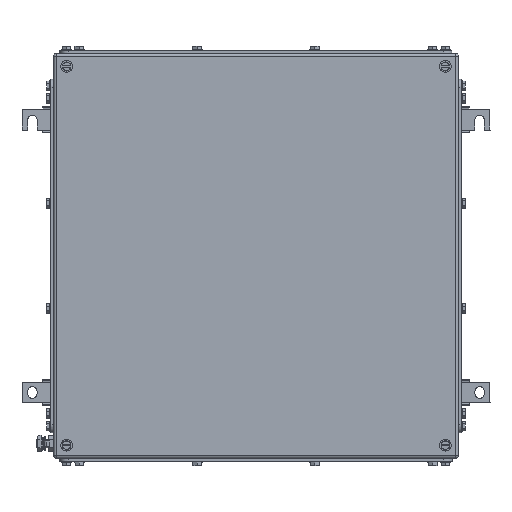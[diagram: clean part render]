
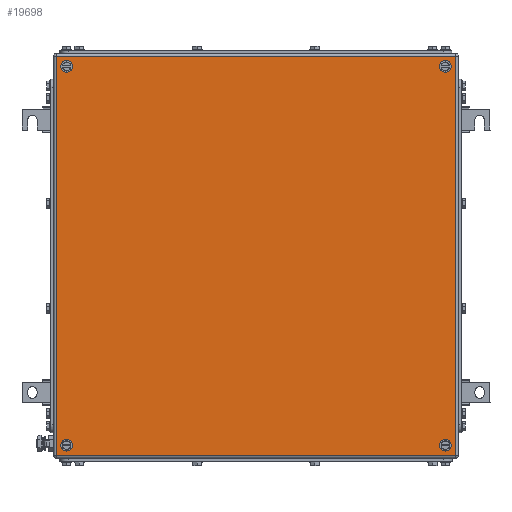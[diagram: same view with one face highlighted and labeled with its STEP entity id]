
A CAD part, top view. The second image highlights one B-rep face of the part: STEP entity #19698.
In plain terms, the highlighted planar face has unit normal (0, 0, 1).
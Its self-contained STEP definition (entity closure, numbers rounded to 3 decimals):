
#19572=AXIS2_PLACEMENT_3D('Circle Axis2P3D',#19570,#19571,$) ;
#19599=AXIS2_PLACEMENT_3D('Plane Axis2P3D',#19596,#19597,#19598) ;
#19637=AXIS2_PLACEMENT_3D('Circle Axis2P3D',#19635,#19636,$) ;
#19646=AXIS2_PLACEMENT_3D('Circle Axis2P3D',#19644,#19645,$) ;
#19655=AXIS2_PLACEMENT_3D('Circle Axis2P3D',#19653,#19654,$) ;
#19664=AXIS2_PLACEMENT_3D('Circle Axis2P3D',#19662,#19663,$) ;
#19673=AXIS2_PLACEMENT_3D('Circle Axis2P3D',#19671,#19672,$) ;
#19682=AXIS2_PLACEMENT_3D('Circle Axis2P3D',#19680,#19681,$) ;
#19691=AXIS2_PLACEMENT_3D('Circle Axis2P3D',#19689,#19690,$) ;
#19567=CARTESIAN_POINT('Vertex',(56.5,478.5,203.5)) ;
#19570=CARTESIAN_POINT('Axis2P3D Location',(53.,478.5,203.5)) ;
#19574=CARTESIAN_POINT('Vertex',(49.5,478.5,203.5)) ;
#19596=CARTESIAN_POINT('Axis2P3D Location',(280.5,251.,203.5)) ;
#19601=CARTESIAN_POINT('Line Origine',(280.5,490.5,203.5)) ;
#19605=CARTESIAN_POINT('Vertex',(520.,490.5,203.5)) ;
#19607=CARTESIAN_POINT('Vertex',(41.,490.5,203.5)) ;
#19610=CARTESIAN_POINT('Line Origine',(41.,251.,203.5)) ;
#19614=CARTESIAN_POINT('Vertex',(41.,11.5,203.5)) ;
#19617=CARTESIAN_POINT('Line Origine',(280.5,11.5,203.5)) ;
#19621=CARTESIAN_POINT('Vertex',(520.,11.5,203.5)) ;
#19624=CARTESIAN_POINT('Line Origine',(520.,251.,203.5)) ;
#19635=CARTESIAN_POINT('Axis2P3D Location',(53.,478.5,203.5)) ;
#19644=CARTESIAN_POINT('Axis2P3D Location',(53.,23.5,203.5)) ;
#19648=CARTESIAN_POINT('Vertex',(49.5,23.5,203.5)) ;
#19650=CARTESIAN_POINT('Vertex',(56.5,23.5,203.5)) ;
#19653=CARTESIAN_POINT('Axis2P3D Location',(53.,23.5,203.5)) ;
#19662=CARTESIAN_POINT('Axis2P3D Location',(508.,23.5,203.5)) ;
#19666=CARTESIAN_POINT('Vertex',(511.5,23.5,203.5)) ;
#19668=CARTESIAN_POINT('Vertex',(504.5,23.5,203.5)) ;
#19671=CARTESIAN_POINT('Axis2P3D Location',(508.,23.5,203.5)) ;
#19680=CARTESIAN_POINT('Axis2P3D Location',(508.,478.5,203.5)) ;
#19684=CARTESIAN_POINT('Vertex',(511.5,478.5,203.5)) ;
#19686=CARTESIAN_POINT('Vertex',(504.5,478.5,203.5)) ;
#19689=CARTESIAN_POINT('Axis2P3D Location',(508.,478.5,203.5)) ;
#19571=DIRECTION('Axis2P3D Direction',(0.,0.,1.)) ;
#19597=DIRECTION('Axis2P3D Direction',(0.,0.,1.)) ;
#19598=DIRECTION('Axis2P3D XDirection',(1.,0.,0.)) ;
#19602=DIRECTION('Vector Direction',(1.,0.,0.)) ;
#19611=DIRECTION('Vector Direction',(0.,-1.,0.)) ;
#19618=DIRECTION('Vector Direction',(1.,0.,0.)) ;
#19625=DIRECTION('Vector Direction',(0.,1.,0.)) ;
#19636=DIRECTION('Axis2P3D Direction',(0.,0.,1.)) ;
#19645=DIRECTION('Axis2P3D Direction',(0.,0.,1.)) ;
#19654=DIRECTION('Axis2P3D Direction',(0.,0.,1.)) ;
#19663=DIRECTION('Axis2P3D Direction',(0.,0.,1.)) ;
#19672=DIRECTION('Axis2P3D Direction',(0.,0.,1.)) ;
#19681=DIRECTION('Axis2P3D Direction',(0.,0.,1.)) ;
#19690=DIRECTION('Axis2P3D Direction',(0.,0.,1.)) ;
#19603=VECTOR('Line Direction',#19602,1.) ;
#19612=VECTOR('Line Direction',#19611,1.) ;
#19619=VECTOR('Line Direction',#19618,1.) ;
#19626=VECTOR('Line Direction',#19625,1.) ;
#19630=ORIENTED_EDGE('',*,*,#19609,.T.) ;
#19631=ORIENTED_EDGE('',*,*,#19616,.T.) ;
#19632=ORIENTED_EDGE('',*,*,#19623,.T.) ;
#19633=ORIENTED_EDGE('',*,*,#19628,.T.) ;
#19641=ORIENTED_EDGE('',*,*,#19639,.F.) ;
#19642=ORIENTED_EDGE('',*,*,#19576,.F.) ;
#19659=ORIENTED_EDGE('',*,*,#19652,.F.) ;
#19660=ORIENTED_EDGE('',*,*,#19657,.F.) ;
#19677=ORIENTED_EDGE('',*,*,#19670,.F.) ;
#19678=ORIENTED_EDGE('',*,*,#19675,.F.) ;
#19695=ORIENTED_EDGE('',*,*,#19688,.F.) ;
#19696=ORIENTED_EDGE('',*,*,#19693,.F.) ;
#19643=FACE_BOUND('',#19640,.T.) ;
#19661=FACE_BOUND('',#19658,.T.) ;
#19679=FACE_BOUND('',#19676,.T.) ;
#19697=FACE_BOUND('',#19694,.T.) ;
#19698=ADVANCED_FACE('ZUB_KTB_FS_484820_4GP_AllCATPart.2\\ZUB_DE_KTB_FS_480x480.1\\DE_KTB_MH_PART_MASTER.1\\Koerper.2',(#19634,#19643,#19661,#19679,#19697),#19600,.T.) ;
#19573=CIRCLE('generated circle',#19572,3.5) ;
#19638=CIRCLE('generated circle',#19637,3.5) ;
#19647=CIRCLE('generated circle',#19646,3.5) ;
#19656=CIRCLE('generated circle',#19655,3.5) ;
#19665=CIRCLE('generated circle',#19664,3.5) ;
#19674=CIRCLE('generated circle',#19673,3.5) ;
#19683=CIRCLE('generated circle',#19682,3.5) ;
#19692=CIRCLE('generated circle',#19691,3.5) ;
#19576=EDGE_CURVE('',#19568,#19575,#19573,.T.) ;
#19609=EDGE_CURVE('',#19606,#19608,#19604,.F.) ;
#19616=EDGE_CURVE('',#19608,#19615,#19613,.T.) ;
#19623=EDGE_CURVE('',#19615,#19622,#19620,.T.) ;
#19628=EDGE_CURVE('',#19622,#19606,#19627,.T.) ;
#19639=EDGE_CURVE('',#19575,#19568,#19638,.T.) ;
#19652=EDGE_CURVE('',#19649,#19651,#19647,.T.) ;
#19657=EDGE_CURVE('',#19651,#19649,#19656,.T.) ;
#19670=EDGE_CURVE('',#19667,#19669,#19665,.T.) ;
#19675=EDGE_CURVE('',#19669,#19667,#19674,.T.) ;
#19688=EDGE_CURVE('',#19685,#19687,#19683,.T.) ;
#19693=EDGE_CURVE('',#19687,#19685,#19692,.T.) ;
#19629=EDGE_LOOP('',(#19630,#19631,#19632,#19633)) ;
#19640=EDGE_LOOP('',(#19641,#19642)) ;
#19658=EDGE_LOOP('',(#19659,#19660)) ;
#19676=EDGE_LOOP('',(#19677,#19678)) ;
#19694=EDGE_LOOP('',(#19695,#19696)) ;
#19634=FACE_OUTER_BOUND('',#19629,.T.) ;
#19604=LINE('Line',#19601,#19603) ;
#19613=LINE('Line',#19610,#19612) ;
#19620=LINE('Line',#19617,#19619) ;
#19627=LINE('Line',#19624,#19626) ;
#19600=PLANE('',#19599) ;
#19568=VERTEX_POINT('',#19567) ;
#19575=VERTEX_POINT('',#19574) ;
#19606=VERTEX_POINT('',#19605) ;
#19608=VERTEX_POINT('',#19607) ;
#19615=VERTEX_POINT('',#19614) ;
#19622=VERTEX_POINT('',#19621) ;
#19649=VERTEX_POINT('',#19648) ;
#19651=VERTEX_POINT('',#19650) ;
#19667=VERTEX_POINT('',#19666) ;
#19669=VERTEX_POINT('',#19668) ;
#19685=VERTEX_POINT('',#19684) ;
#19687=VERTEX_POINT('',#19686) ;
